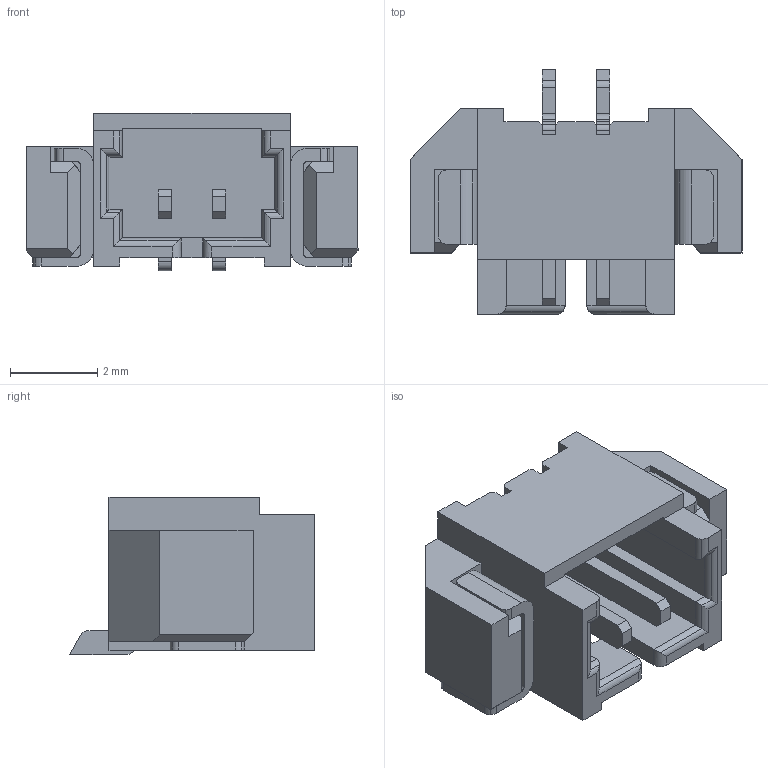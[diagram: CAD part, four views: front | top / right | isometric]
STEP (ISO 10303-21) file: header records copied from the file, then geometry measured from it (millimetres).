
FILE_DESCRIPTION(('HOOPS Exchange Step'),'2;1');
FILE_NAME('temp_export','2023-11-29T13:46:06+08:00',('nicholas'),('Shapr3D Limited'),'HOOPS Exchange 2022.2','Shapr3D','Authorized');
FILE_SCHEMA( ('AUTOMOTIVE_DESIGN { 1 0 10303 214 1 1 1 1 }') );
Length unit declared in the file: millimetre
Products named in the file (2): Battery_Connector_.step; root
Assembly tree (1 placements, depth 2):
  root
    Battery_Connector_.step
Bounding box: 7.6 x 5.6 x 3.6 mm (x, y, z)
Volume: 54 mm3; surface area: 249.5 mm2
Topology: 5 solids, 5 shells, 200 faces, 554 edges, 362 vertices
Faces by surface type: plane 128, cylinder 72
Entity records: 6470 total; most frequent: CARTESIAN_POINT 1262, ORIENTED_EDGE 1108, DIRECTION 1032, EDGE_CURVE 554, VECTOR 432, LINE 432, VERTEX_POINT 362, AXIS2_PLACEMENT_3D 300
